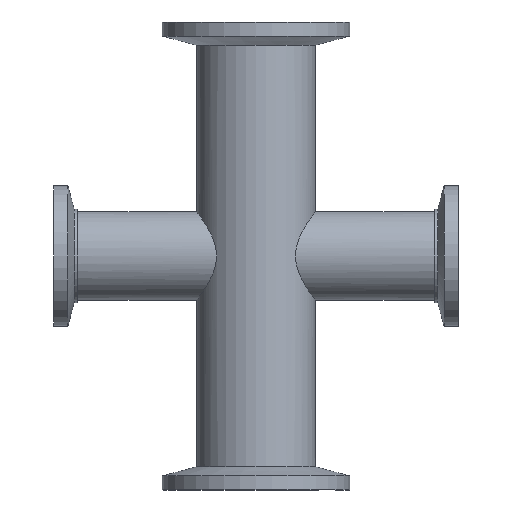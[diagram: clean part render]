
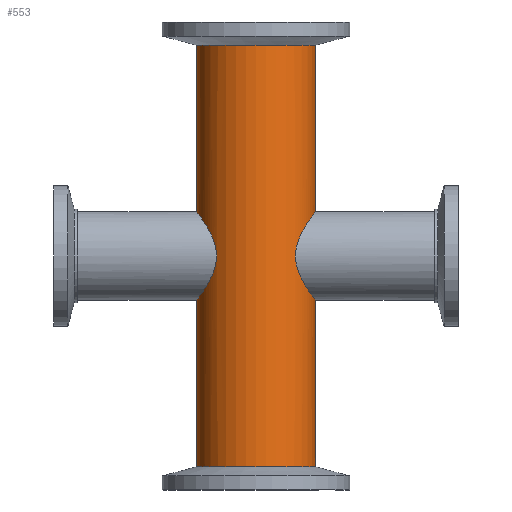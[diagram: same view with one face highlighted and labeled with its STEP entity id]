
A CAD part, front view. The second image highlights one B-rep face of the part: STEP entity #553.
In plain terms, the highlighted cylindrical face has radius 12.7 mm (diameter 25.4 mm), a full revolution.
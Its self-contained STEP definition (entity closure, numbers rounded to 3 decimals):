
#68=FACE_BOUND('',#155,.T.);
#82=CIRCLE('',#674,12.7);
#83=CIRCLE('',#675,12.7);
#125=FACE_OUTER_BOUND('',#154,.T.);
#154=EDGE_LOOP('',(#407,#408,#409,#410,#411,#412,#413,#414,#415));
#155=EDGE_LOOP('',(#416,#417));
#195=LINE('',#1141,#214);
#196=LINE('',#1143,#215);
#214=VECTOR('',#770,12.7);
#215=VECTOR('',#771,12.7);
#229=B_SPLINE_CURVE_WITH_KNOTS('',3,(#936,#937,#938,#939,#940,#941,#942,
#943,#944,#945,#946,#947),.UNSPECIFIED.,.F.,.F.,(4,2,2,2,2,4),(1.514,
1.889,2.263,2.646,2.837,3.028),
 .UNSPECIFIED.);
#230=B_SPLINE_CURVE_WITH_KNOTS('',3,(#949,#950,#951,#952,#953,#954,#955,
#956,#957,#958,#959,#960,#961,#962,#963,#964,#965,#966,#967,#968,#969,#970,
#971),.UNSPECIFIED.,.F.,.F.,(4,2,2,2,2,3,2,2,2,2,4),(4.543,4.917,
5.292,5.674,5.866,6.057,6.248,
6.439,6.822,7.197,7.571),
 .UNSPECIFIED.);
#231=B_SPLINE_CURVE_WITH_KNOTS('',3,(#972,#973,#974,#975,#976,#977,#978,
#979,#980,#981,#982,#983),.UNSPECIFIED.,.F.,.F.,(4,2,2,2,2,4),(3.028,
3.22,3.411,3.793,4.168,4.543),
 .UNSPECIFIED.);
#238=B_SPLINE_CURVE_WITH_KNOTS('',3,(#1087,#1088,#1089,#1090,#1091,#1092,
#1093,#1094,#1095,#1096,#1097,#1098,#1099,#1100,#1101,#1102,#1103,#1104,
#1105,#1106,#1107,#1108),.UNSPECIFIED.,.F.,.F.,(4,2,2,2,2,2,2,2,2,2,4),
(0.,0.191,0.383,0.765,1.14,
1.514,1.889,2.263,2.646,2.837,
3.028),.UNSPECIFIED.);
#239=B_SPLINE_CURVE_WITH_KNOTS('',3,(#1109,#1110,#1111,#1112,#1113,#1114,
#1115,#1116,#1117,#1118,#1119,#1120,#1121,#1122,#1123,#1124,#1125,#1126,
#1127,#1128,#1129,#1130),.UNSPECIFIED.,.F.,.F.,(4,2,2,2,2,2,2,2,2,2,4),
(3.028,3.22,3.411,3.793,4.168,
4.543,4.917,5.292,5.674,5.866,
6.057),.UNSPECIFIED.);
#245=VERTEX_POINT('',#934);
#246=VERTEX_POINT('',#935);
#247=VERTEX_POINT('',#948);
#254=VERTEX_POINT('',#1084);
#255=VERTEX_POINT('',#1086);
#258=VERTEX_POINT('',#1139);
#259=VERTEX_POINT('',#1142);
#303=EDGE_CURVE('',#245,#246,#229,.T.);
#304=EDGE_CURVE('',#247,#245,#230,.T.);
#305=EDGE_CURVE('',#246,#247,#231,.T.);
#314=EDGE_CURVE('',#255,#254,#238,.T.);
#315=EDGE_CURVE('',#254,#255,#239,.T.);
#320=EDGE_CURVE('',#258,#258,#82,.T.);
#321=EDGE_CURVE('',#258,#245,#195,.T.);
#322=EDGE_CURVE('',#247,#259,#196,.T.);
#323=EDGE_CURVE('',#259,#259,#83,.T.);
#407=ORIENTED_EDGE('',*,*,#320,.F.);
#408=ORIENTED_EDGE('',*,*,#321,.T.);
#409=ORIENTED_EDGE('',*,*,#303,.T.);
#410=ORIENTED_EDGE('',*,*,#305,.T.);
#411=ORIENTED_EDGE('',*,*,#322,.T.);
#412=ORIENTED_EDGE('',*,*,#323,.F.);
#413=ORIENTED_EDGE('',*,*,#322,.F.);
#414=ORIENTED_EDGE('',*,*,#304,.T.);
#415=ORIENTED_EDGE('',*,*,#321,.F.);
#416=ORIENTED_EDGE('',*,*,#314,.T.);
#417=ORIENTED_EDGE('',*,*,#315,.T.);
#537=CYLINDRICAL_SURFACE('',#673,12.7);
#553=ADVANCED_FACE('',(#125,#68),#537,.T.);
#673=AXIS2_PLACEMENT_3D('',#1138,#766,#767);
#674=AXIS2_PLACEMENT_3D('',#1140,#768,#769);
#675=AXIS2_PLACEMENT_3D('',#1144,#772,#773);
#766=DIRECTION('center_axis',(0.,0.,1.));
#767=DIRECTION('ref_axis',(-1.,0.,0.));
#768=DIRECTION('center_axis',(0.,0.,1.));
#769=DIRECTION('ref_axis',(-1.,0.,0.));
#770=DIRECTION('',(0.,0.,-1.));
#771=DIRECTION('',(0.,0.,-1.));
#772=DIRECTION('center_axis',(0.,0.,-1.));
#773=DIRECTION('ref_axis',(-1.,0.,0.));
#934=CARTESIAN_POINT('',(12.7,0.,55.8));
#935=CARTESIAN_POINT('',(8.429,9.5,46.3));
#936=CARTESIAN_POINT('Ctrl Pts',(12.7,0.,55.8));
#937=CARTESIAN_POINT('Ctrl Pts',(12.7,1.249,55.8));
#938=CARTESIAN_POINT('Ctrl Pts',(12.502,2.546,55.539));
#939=CARTESIAN_POINT('Ctrl Pts',(11.79,4.876,54.551));
#940=CARTESIAN_POINT('Ctrl Pts',(11.282,5.91,53.825));
#941=CARTESIAN_POINT('Ctrl Pts',(10.264,7.543,52.192));
#942=CARTESIAN_POINT('Ctrl Pts',(9.672,8.258,51.161));
#943=CARTESIAN_POINT('Ctrl Pts',(8.976,8.991,49.432));
#944=CARTESIAN_POINT('Ctrl Pts',(8.777,9.18,48.825));
#945=CARTESIAN_POINT('Ctrl Pts',(8.503,9.435,47.578));
#946=CARTESIAN_POINT('Ctrl Pts',(8.429,9.5,46.938));
#947=CARTESIAN_POINT('Ctrl Pts',(8.429,9.5,46.3));
#948=CARTESIAN_POINT('',(12.7,0.,36.8));
#949=CARTESIAN_POINT('Ctrl Pts',(12.7,0.,36.8));
#950=CARTESIAN_POINT('Ctrl Pts',(12.7,-1.249,36.8));
#951=CARTESIAN_POINT('Ctrl Pts',(12.502,-2.546,37.061));
#952=CARTESIAN_POINT('Ctrl Pts',(11.79,-4.876,38.049));
#953=CARTESIAN_POINT('Ctrl Pts',(11.282,-5.91,38.775));
#954=CARTESIAN_POINT('Ctrl Pts',(10.264,-7.543,40.408));
#955=CARTESIAN_POINT('Ctrl Pts',(9.672,-8.258,41.439));
#956=CARTESIAN_POINT('Ctrl Pts',(8.976,-8.991,43.168));
#957=CARTESIAN_POINT('Ctrl Pts',(8.777,-9.18,43.775));
#958=CARTESIAN_POINT('Ctrl Pts',(8.503,-9.435,45.022));
#959=CARTESIAN_POINT('Ctrl Pts',(8.429,-9.5,45.662));
#960=CARTESIAN_POINT('Ctrl Pts',(8.429,-9.5,46.3));
#961=CARTESIAN_POINT('Ctrl Pts',(8.429,-9.5,46.938));
#962=CARTESIAN_POINT('Ctrl Pts',(8.503,-9.435,47.578));
#963=CARTESIAN_POINT('Ctrl Pts',(8.777,-9.18,48.825));
#964=CARTESIAN_POINT('Ctrl Pts',(8.976,-8.991,49.432));
#965=CARTESIAN_POINT('Ctrl Pts',(9.672,-8.258,51.161));
#966=CARTESIAN_POINT('Ctrl Pts',(10.264,-7.543,52.192));
#967=CARTESIAN_POINT('Ctrl Pts',(11.282,-5.91,53.825));
#968=CARTESIAN_POINT('Ctrl Pts',(11.79,-4.876,54.551));
#969=CARTESIAN_POINT('Ctrl Pts',(12.502,-2.546,55.539));
#970=CARTESIAN_POINT('Ctrl Pts',(12.7,-1.249,55.8));
#971=CARTESIAN_POINT('Ctrl Pts',(12.7,0.,55.8));
#972=CARTESIAN_POINT('Ctrl Pts',(8.429,9.5,46.3));
#973=CARTESIAN_POINT('Ctrl Pts',(8.429,9.5,45.662));
#974=CARTESIAN_POINT('Ctrl Pts',(8.503,9.435,45.022));
#975=CARTESIAN_POINT('Ctrl Pts',(8.777,9.18,43.775));
#976=CARTESIAN_POINT('Ctrl Pts',(8.976,8.991,43.168));
#977=CARTESIAN_POINT('Ctrl Pts',(9.672,8.258,41.439));
#978=CARTESIAN_POINT('Ctrl Pts',(10.264,7.543,40.408));
#979=CARTESIAN_POINT('Ctrl Pts',(11.282,5.91,38.775));
#980=CARTESIAN_POINT('Ctrl Pts',(11.79,4.876,38.049));
#981=CARTESIAN_POINT('Ctrl Pts',(12.502,2.546,37.061));
#982=CARTESIAN_POINT('Ctrl Pts',(12.7,1.249,36.8));
#983=CARTESIAN_POINT('Ctrl Pts',(12.7,0.,36.8));
#1084=CARTESIAN_POINT('',(-8.429,9.5,46.3));
#1086=CARTESIAN_POINT('',(-8.429,-9.5,46.3));
#1087=CARTESIAN_POINT('Ctrl Pts',(-8.429,-9.5,46.3));
#1088=CARTESIAN_POINT('Ctrl Pts',(-8.429,-9.5,45.662));
#1089=CARTESIAN_POINT('Ctrl Pts',(-8.503,-9.435,45.022));
#1090=CARTESIAN_POINT('Ctrl Pts',(-8.777,-9.18,43.775));
#1091=CARTESIAN_POINT('Ctrl Pts',(-8.976,-8.991,43.168));
#1092=CARTESIAN_POINT('Ctrl Pts',(-9.672,-8.258,41.439));
#1093=CARTESIAN_POINT('Ctrl Pts',(-10.264,-7.543,40.408));
#1094=CARTESIAN_POINT('Ctrl Pts',(-11.282,-5.91,38.775));
#1095=CARTESIAN_POINT('Ctrl Pts',(-11.79,-4.876,38.049));
#1096=CARTESIAN_POINT('Ctrl Pts',(-12.502,-2.546,37.061));
#1097=CARTESIAN_POINT('Ctrl Pts',(-12.7,-1.249,36.8));
#1098=CARTESIAN_POINT('Ctrl Pts',(-12.7,1.249,36.8));
#1099=CARTESIAN_POINT('Ctrl Pts',(-12.502,2.546,37.061));
#1100=CARTESIAN_POINT('Ctrl Pts',(-11.79,4.876,38.049));
#1101=CARTESIAN_POINT('Ctrl Pts',(-11.282,5.91,38.775));
#1102=CARTESIAN_POINT('Ctrl Pts',(-10.264,7.543,40.408));
#1103=CARTESIAN_POINT('Ctrl Pts',(-9.672,8.258,41.439));
#1104=CARTESIAN_POINT('Ctrl Pts',(-8.976,8.991,43.168));
#1105=CARTESIAN_POINT('Ctrl Pts',(-8.777,9.18,43.775));
#1106=CARTESIAN_POINT('Ctrl Pts',(-8.503,9.435,45.022));
#1107=CARTESIAN_POINT('Ctrl Pts',(-8.429,9.5,45.662));
#1108=CARTESIAN_POINT('Ctrl Pts',(-8.429,9.5,46.3));
#1109=CARTESIAN_POINT('Ctrl Pts',(-8.429,9.5,46.3));
#1110=CARTESIAN_POINT('Ctrl Pts',(-8.429,9.5,46.938));
#1111=CARTESIAN_POINT('Ctrl Pts',(-8.503,9.435,47.578));
#1112=CARTESIAN_POINT('Ctrl Pts',(-8.777,9.18,48.825));
#1113=CARTESIAN_POINT('Ctrl Pts',(-8.976,8.991,49.432));
#1114=CARTESIAN_POINT('Ctrl Pts',(-9.672,8.258,51.161));
#1115=CARTESIAN_POINT('Ctrl Pts',(-10.264,7.543,52.192));
#1116=CARTESIAN_POINT('Ctrl Pts',(-11.282,5.91,53.825));
#1117=CARTESIAN_POINT('Ctrl Pts',(-11.79,4.876,54.551));
#1118=CARTESIAN_POINT('Ctrl Pts',(-12.502,2.546,55.539));
#1119=CARTESIAN_POINT('Ctrl Pts',(-12.7,1.249,55.8));
#1120=CARTESIAN_POINT('Ctrl Pts',(-12.7,-1.249,55.8));
#1121=CARTESIAN_POINT('Ctrl Pts',(-12.502,-2.546,55.539));
#1122=CARTESIAN_POINT('Ctrl Pts',(-11.79,-4.876,54.551));
#1123=CARTESIAN_POINT('Ctrl Pts',(-11.282,-5.91,53.825));
#1124=CARTESIAN_POINT('Ctrl Pts',(-10.264,-7.543,52.192));
#1125=CARTESIAN_POINT('Ctrl Pts',(-9.672,-8.258,51.161));
#1126=CARTESIAN_POINT('Ctrl Pts',(-8.976,-8.991,49.432));
#1127=CARTESIAN_POINT('Ctrl Pts',(-8.777,-9.18,48.825));
#1128=CARTESIAN_POINT('Ctrl Pts',(-8.503,-9.435,47.578));
#1129=CARTESIAN_POINT('Ctrl Pts',(-8.429,-9.5,46.938));
#1130=CARTESIAN_POINT('Ctrl Pts',(-8.429,-9.5,46.3));
#1138=CARTESIAN_POINT('Origin',(0.,0.,0.));
#1139=CARTESIAN_POINT('',(12.7,0.,92.6));
#1140=CARTESIAN_POINT('Origin',(0.,0.,92.6));
#1141=CARTESIAN_POINT('',(12.7,0.,0.));
#1142=CARTESIAN_POINT('',(12.7,0.,0.));
#1143=CARTESIAN_POINT('',(12.7,0.,0.));
#1144=CARTESIAN_POINT('Origin',(0.,0.,0.));
